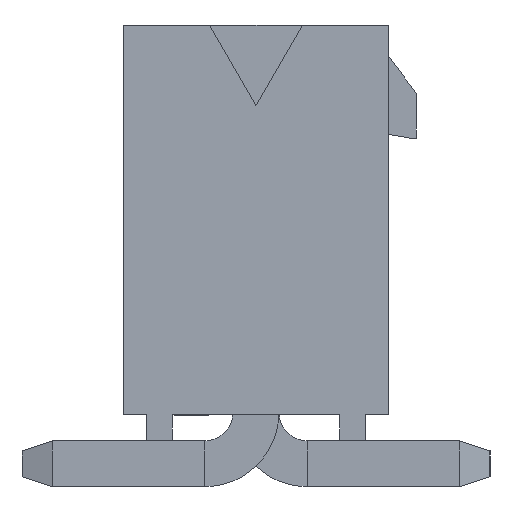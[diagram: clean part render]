
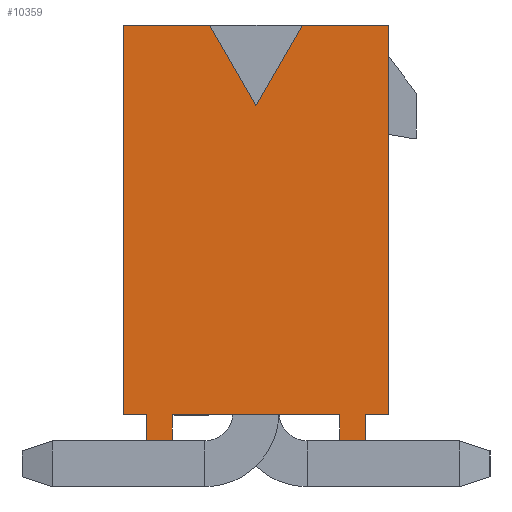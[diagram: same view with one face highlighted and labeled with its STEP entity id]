
A CAD part, left-side view. The second image highlights one B-rep face of the part: STEP entity #10359.
In plain terms, the highlighted planar face has unit normal (-1, 0, 0).
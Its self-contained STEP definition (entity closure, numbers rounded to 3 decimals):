
#8034=CARTESIAN_POINT('',(-17.425,-2.075,-9.65));
#8035=VERTEX_POINT('',#8034);
#8042=CARTESIAN_POINT('',(-17.425,2.075,-9.65));
#8043=VERTEX_POINT('',#8042);
#8044=CARTESIAN_POINT('',(-17.425,-2.075,-9.65));
#8045=DIRECTION('',(0.,1.,0.));
#8046=VECTOR('',#8045,4.15);
#8047=LINE('',#8044,#8046);
#8048=EDGE_CURVE('',#8035,#8043,#8047,.T.);
#10231=CARTESIAN_POINT('',(-17.425,-2.075,-10.29));
#10232=VERTEX_POINT('',#10231);
#10239=CARTESIAN_POINT('',(-17.425,-2.075,-10.29));
#10240=DIRECTION('',(0.,0.,1.));
#10241=VECTOR('',#10240,0.64);
#10242=LINE('',#10239,#10241);
#10243=EDGE_CURVE('',#10232,#8035,#10242,.T.);
#10248=CARTESIAN_POINT('',(-17.425,0.,-5.145));
#10249=DIRECTION('',(0.,-1.,0.));
#10250=DIRECTION('',(-1.,0.,0.));
#10251=AXIS2_PLACEMENT_3D('',#10248,#10250,#10249);
#10252=PLANE('',#10251);
#10253=ORIENTED_EDGE('',*,*,#10243,.F.);
#10254=CARTESIAN_POINT('',(-17.425,-2.705,-10.29));
#10255=VERTEX_POINT('',#10254);
#10256=CARTESIAN_POINT('',(-17.425,-2.075,-10.29));
#10257=DIRECTION('',(0.,-1.,0.));
#10258=VECTOR('',#10257,0.63);
#10259=LINE('',#10256,#10258);
#10260=EDGE_CURVE('',#10232,#10255,#10259,.T.);
#10261=ORIENTED_EDGE('',*,*,#10260,.T.);
#10262=CARTESIAN_POINT('',(-17.425,-2.705,-9.65));
#10263=VERTEX_POINT('',#10262);
#10264=CARTESIAN_POINT('',(-17.425,-2.705,-10.29));
#10265=DIRECTION('',(0.,0.,1.));
#10266=VECTOR('',#10265,0.64);
#10267=LINE('',#10264,#10266);
#10268=EDGE_CURVE('',#10255,#10263,#10267,.T.);
#10269=ORIENTED_EDGE('',*,*,#10268,.T.);
#10270=CARTESIAN_POINT('',(-17.425,-3.29,-9.65));
#10271=VERTEX_POINT('',#10270);
#10272=CARTESIAN_POINT('',(-17.425,-2.705,-9.65));
#10273=DIRECTION('',(0.,-1.,0.));
#10274=VECTOR('',#10273,0.585);
#10275=LINE('',#10272,#10274);
#10276=EDGE_CURVE('',#10263,#10271,#10275,.T.);
#10277=ORIENTED_EDGE('',*,*,#10276,.T.);
#10278=CARTESIAN_POINT('',(-17.425,-3.29,0.));
#10279=VERTEX_POINT('',#10278);
#10280=CARTESIAN_POINT('',(-17.425,-3.29,-9.65));
#10281=DIRECTION('',(0.,0.,1.));
#10282=VECTOR('',#10281,9.65);
#10283=LINE('',#10280,#10282);
#10284=EDGE_CURVE('',#10271,#10279,#10283,.T.);
#10285=ORIENTED_EDGE('',*,*,#10284,.T.);
#10286=CARTESIAN_POINT('',(-17.425,-1.15,0.));
#10287=VERTEX_POINT('',#10286);
#10288=CARTESIAN_POINT('',(-17.425,-3.29,0.));
#10289=DIRECTION('',(0.,1.,0.));
#10290=VECTOR('',#10289,2.14);
#10291=LINE('',#10288,#10290);
#10292=EDGE_CURVE('',#10279,#10287,#10291,.T.);
#10293=ORIENTED_EDGE('',*,*,#10292,.T.);
#10294=CARTESIAN_POINT('',(-17.425,0.,-2.));
#10295=VERTEX_POINT('',#10294);
#10296=CARTESIAN_POINT('',(-17.425,-1.15,0.));
#10297=DIRECTION('',(0.,0.498,-0.867));
#10298=VECTOR('',#10297,2.307);
#10299=LINE('',#10296,#10298);
#10300=EDGE_CURVE('',#10287,#10295,#10299,.T.);
#10301=ORIENTED_EDGE('',*,*,#10300,.T.);
#10302=CARTESIAN_POINT('',(-17.425,1.15,0.));
#10303=VERTEX_POINT('',#10302);
#10304=CARTESIAN_POINT('',(-17.425,0.,-2.));
#10305=DIRECTION('',(0.,0.498,0.867));
#10306=VECTOR('',#10305,2.307);
#10307=LINE('',#10304,#10306);
#10308=EDGE_CURVE('',#10295,#10303,#10307,.T.);
#10309=ORIENTED_EDGE('',*,*,#10308,.T.);
#10310=CARTESIAN_POINT('',(-17.425,3.29,0.));
#10311=VERTEX_POINT('',#10310);
#10312=CARTESIAN_POINT('',(-17.425,1.15,0.));
#10313=DIRECTION('',(0.,1.,0.));
#10314=VECTOR('',#10313,2.14);
#10315=LINE('',#10312,#10314);
#10316=EDGE_CURVE('',#10303,#10311,#10315,.T.);
#10317=ORIENTED_EDGE('',*,*,#10316,.T.);
#10318=CARTESIAN_POINT('',(-17.425,3.29,-9.65));
#10319=VERTEX_POINT('',#10318);
#10320=CARTESIAN_POINT('',(-17.425,3.29,0.));
#10321=DIRECTION('',(0.,0.,-1.));
#10322=VECTOR('',#10321,9.65);
#10323=LINE('',#10320,#10322);
#10324=EDGE_CURVE('',#10311,#10319,#10323,.T.);
#10325=ORIENTED_EDGE('',*,*,#10324,.T.);
#10326=CARTESIAN_POINT('',(-17.425,2.705,-9.65));
#10327=VERTEX_POINT('',#10326);
#10328=CARTESIAN_POINT('',(-17.425,3.29,-9.65));
#10329=DIRECTION('',(0.,-1.,0.));
#10330=VECTOR('',#10329,0.585);
#10331=LINE('',#10328,#10330);
#10332=EDGE_CURVE('',#10319,#10327,#10331,.T.);
#10333=ORIENTED_EDGE('',*,*,#10332,.T.);
#10334=CARTESIAN_POINT('',(-17.425,2.705,-10.29));
#10335=VERTEX_POINT('',#10334);
#10336=CARTESIAN_POINT('',(-17.425,2.705,-9.65));
#10337=DIRECTION('',(0.,0.,-1.));
#10338=VECTOR('',#10337,0.64);
#10339=LINE('',#10336,#10338);
#10340=EDGE_CURVE('',#10327,#10335,#10339,.T.);
#10341=ORIENTED_EDGE('',*,*,#10340,.T.);
#10342=CARTESIAN_POINT('',(-17.425,2.075,-10.29));
#10343=VERTEX_POINT('',#10342);
#10344=CARTESIAN_POINT('',(-17.425,2.705,-10.29));
#10345=DIRECTION('',(0.,-1.,0.));
#10346=VECTOR('',#10345,0.63);
#10347=LINE('',#10344,#10346);
#10348=EDGE_CURVE('',#10335,#10343,#10347,.T.);
#10349=ORIENTED_EDGE('',*,*,#10348,.T.);
#10350=CARTESIAN_POINT('',(-17.425,2.075,-10.29));
#10351=DIRECTION('',(0.,0.,1.));
#10352=VECTOR('',#10351,0.64);
#10353=LINE('',#10350,#10352);
#10354=EDGE_CURVE('',#10343,#8043,#10353,.T.);
#10355=ORIENTED_EDGE('',*,*,#10354,.T.);
#10356=ORIENTED_EDGE('',*,*,#8048,.F.);
#10357=EDGE_LOOP('',(#10253,#10261,#10269,#10277,#10285,#10293,#10301,#10309,#10317,#10325,#10333,#10341,#10349,#10355,#10356));
#10358=FACE_OUTER_BOUND('',#10357,.T.);
#10359=ADVANCED_FACE('',(#10358),#10252,.T.);
